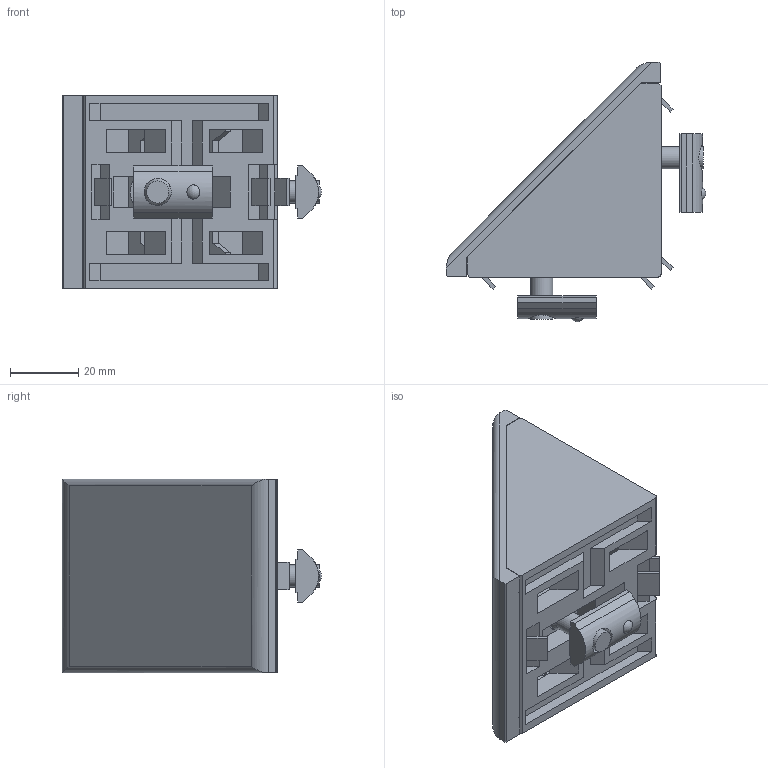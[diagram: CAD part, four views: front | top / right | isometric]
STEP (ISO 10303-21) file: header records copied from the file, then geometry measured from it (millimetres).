
FILE_DESCRIPTION(/* description */ (''),/* implementation_level */ '2;1');
FILE_NAME(/* name */ '123150',/* time_stamp */ '2014-10-06T13:09:27+02:00',/* author */ (''),/* organization */ (''),/* preprocessor_version */ 'ST-DEVELOPER v14',/* originating_system */ 'HiCAD 2013 1802.4 Build 509',/* authorisation */ '');
FILE_SCHEMA (('AUTOMOTIVE_DESIGN { 1 0 10303 214 1 1 1 1 }'));
Length unit declared in the file: millimetre
Products named in the file (9): Root; 123150HOEKSTUK 60X60 LUXURYBOIKON; 123151AFDEKKAP HOEKSTUK 60X60BOIKON; 900152Cil. inbusbout DIN 912 EV M8 x 20BOIKON0; 122350Sleufmoer 10 - M8 met kogelBOIKON; 901708Sluitring DIN 125 EV M8BOIKON0
Assembly tree (8 placements, depth 3):
  Root
    123150HOEKSTUK 60X60 LUXURYBOIKON
      123151AFDEKKAP HOEKSTUK 60X60BOIKON
      900152Cil. inbusbout DIN 912 EV M8 x 20BOIKON0
      900152Cil. inbusbout DIN 912 EV M8 x 20BOIKON0
      122350Sleufmoer 10 - M8 met kogelBOIKON
      122350Sleufmoer 10 - M8 met kogelBOIKON
      901708Sluitring DIN 125 EV M8BOIKON0
      901708Sluitring DIN 125 EV M8BOIKON0
Bounding box: 76.19 x 76.19 x 57 mm (x, y, z)
Volume: 57286.4 mm3; surface area: 40345.3 mm2
Topology: 8 solids, 8 shells, 306 faces, 802 edges, 530 vertices
Faces by surface type: plane 261, cylinder 37, cone 4, torus 2, sphere 2
Full cylindrical faces by diameter (mm): 6.466 x2, 8 x4, 8.4 x2, 13 x2, 16 x2
Entity records: 19345 total; most frequent: CARTESIAN_POINT 3894, PRESENTATION_STYLE_ASSIGNMENT 1556, COLOUR_RGB 1553, DRAUGHTING_PRE_DEFINED_CURVE_FONT 1548, CURVE_STYLE 1548, OVER_RIDING_STYLED_ITEM 1548, ORIENTED_EDGE 1548, DIRECTION 1492
